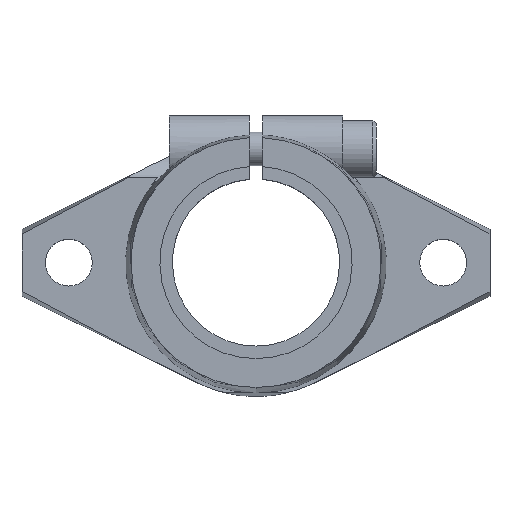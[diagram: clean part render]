
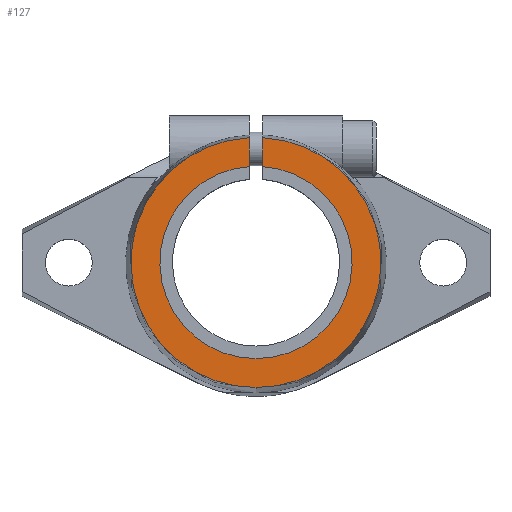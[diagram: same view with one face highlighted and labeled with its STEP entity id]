
A CAD part, top view. The second image highlights one B-rep face of the part: STEP entity #127.
In plain terms, the highlighted planar face has unit normal (0, 0, 1).
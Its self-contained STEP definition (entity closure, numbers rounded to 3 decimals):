
#127 = ADVANCED_FACE( '', ( #252 ), #253, .T. );
#252 = FACE_OUTER_BOUND( '', #387, .T. );
#253 = PLANE( '', #388 );
#387 = EDGE_LOOP( '', ( #835, #836, #837, #838, #839, #840 ) );
#388 = AXIS2_PLACEMENT_3D( '', #841, #842, #843 );
#835 = ORIENTED_EDGE( '', *, *, #1009, .T. );
#836 = ORIENTED_EDGE( '', *, *, #968, .T. );
#837 = ORIENTED_EDGE( '', *, *, #1020, .T. );
#838 = ORIENTED_EDGE( '', *, *, #921, .T. );
#839 = ORIENTED_EDGE( '', *, *, #1069, .T. );
#840 = ORIENTED_EDGE( '', *, *, #1051, .T. );
#841 = CARTESIAN_POINT( '', ( 0., 9.35, 25. ) );
#842 = DIRECTION( '', ( 0., 0., 1. ) );
#843 = DIRECTION( '', ( 0., 1., 0. ) );
#921 = EDGE_CURVE( '', #1084, #1081, #1085, .T. );
#968 = EDGE_CURVE( '', #1168, #1172, #1174, .T. );
#1009 = EDGE_CURVE( '', #1241, #1168, #1242, .T. );
#1020 = EDGE_CURVE( '', #1172, #1084, #1257, .T. );
#1051 = EDGE_CURVE( '', #1302, #1241, #1303, .T. );
#1069 = EDGE_CURVE( '', #1081, #1302, #1330, .T. );
#1081 = VERTEX_POINT( '', #1345 );
#1084 = VERTEX_POINT( '', #1349 );
#1085 = CIRCLE( '', #1350, 18.7 );
#1168 = VERTEX_POINT( '', #1628 );
#1172 = VERTEX_POINT( '', #1633 );
#1174 = CIRCLE( '', #1636, 14.38 );
#1241 = VERTEX_POINT( '', #1729 );
#1242 = CIRCLE( '', #1730, 14.38 );
#1257 = LINE( '', #1751, #1752 );
#1302 = VERTEX_POINT( '', #1887 );
#1303 = LINE( '', #1888, #1889 );
#1330 = CIRCLE( '', #1936, 18.7 );
#1345 = CARTESIAN_POINT( '', ( 0., -18.7, 25. ) );
#1349 = CARTESIAN_POINT( '', ( -1., 18.673, 25. ) );
#1350 = AXIS2_PLACEMENT_3D( '', #1963, #1964, #1965 );
#1628 = CARTESIAN_POINT( '', ( 0., -14.38, 25. ) );
#1633 = CARTESIAN_POINT( '', ( -1., 14.345, 25. ) );
#1636 = AXIS2_PLACEMENT_3D( '', #2047, #2048, #2049 );
#1729 = CARTESIAN_POINT( '', ( 1., 14.345, 25. ) );
#1730 = AXIS2_PLACEMENT_3D( '', #2118, #2119, #2120 );
#1751 = CARTESIAN_POINT( '', ( -1., 4.675, 25. ) );
#1752 = VECTOR( '', #2139, 1. );
#1887 = CARTESIAN_POINT( '', ( 1., 18.673, 25. ) );
#1888 = CARTESIAN_POINT( '', ( 1., 17.175, 25. ) );
#1889 = VECTOR( '', #2200, 1. );
#1936 = AXIS2_PLACEMENT_3D( '', #2227, #2228, #2229 );
#1963 = CARTESIAN_POINT( '', ( 0., 0., 25. ) );
#1964 = DIRECTION( '', ( 0., 0., 1. ) );
#1965 = DIRECTION( '', ( 0., 1., 0. ) );
#2047 = CARTESIAN_POINT( '', ( 0., 0., 25. ) );
#2048 = DIRECTION( '', ( 0., 0., -1. ) );
#2049 = DIRECTION( '', ( 0., 1., 0. ) );
#2118 = CARTESIAN_POINT( '', ( 0., 0., 25. ) );
#2119 = DIRECTION( '', ( 0., 0., -1. ) );
#2120 = DIRECTION( '', ( 0., 1., 0. ) );
#2139 = DIRECTION( '', ( 0., 1., 0. ) );
#2200 = DIRECTION( '', ( 0., -1., 0. ) );
#2227 = CARTESIAN_POINT( '', ( 0., 0., 25. ) );
#2228 = DIRECTION( '', ( 0., 0., 1. ) );
#2229 = DIRECTION( '', ( 0., 1., 0. ) );
